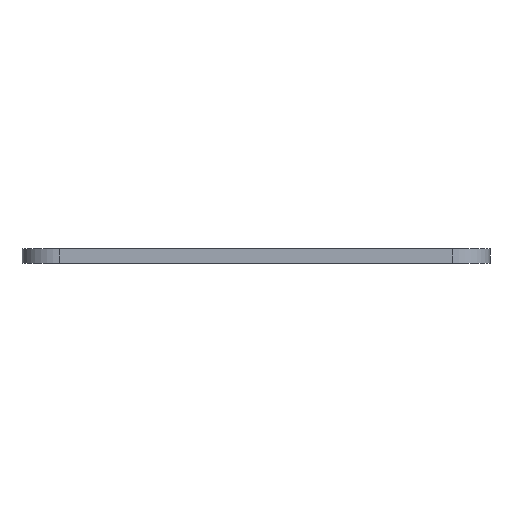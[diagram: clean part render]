
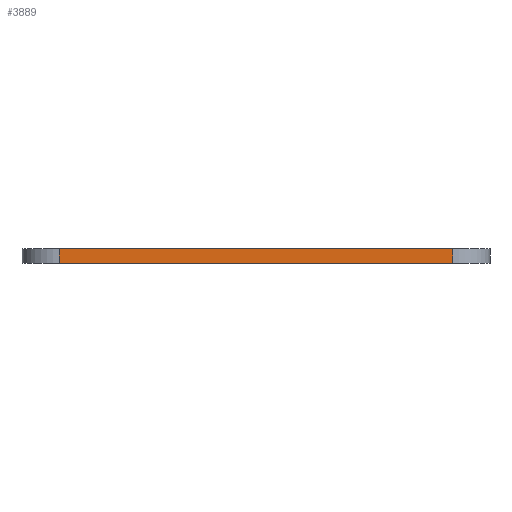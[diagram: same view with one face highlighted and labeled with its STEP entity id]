
A CAD part, left-side view. The second image highlights one B-rep face of the part: STEP entity #3889.
In plain terms, the highlighted planar face has unit normal (-1, 0, 0).
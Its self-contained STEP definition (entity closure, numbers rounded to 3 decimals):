
#84 = PLANE('',#85);
#85 = AXIS2_PLACEMENT_3D('',#86,#87,#88);
#86 = CARTESIAN_POINT('',(135.,-84.5,1.6));
#87 = DIRECTION('',(0.,0.,1.));
#88 = DIRECTION('',(1.,0.,-0.));
#139 = PLANE('',#140);
#140 = AXIS2_PLACEMENT_3D('',#141,#142,#143);
#141 = CARTESIAN_POINT('',(135.,-84.5,0.));
#142 = DIRECTION('',(0.,0.,1.));
#143 = DIRECTION('',(1.,0.,-0.));
#194 = CYLINDRICAL_SURFACE('',#195,4.);
#195 = AXIS2_PLACEMENT_3D('',#196,#197,#198);
#196 = CARTESIAN_POINT('',(94.,-105.5,0.));
#197 = DIRECTION('',(-0.,-0.,-1.));
#198 = DIRECTION('',(1.,0.,-0.));
#361 = VERTEX_POINT('',#362);
#362 = CARTESIAN_POINT('',(90.,-63.5,0.));
#377 = CYLINDRICAL_SURFACE('',#378,4.);
#378 = AXIS2_PLACEMENT_3D('',#379,#380,#381);
#379 = CARTESIAN_POINT('',(94.,-63.5,0.));
#380 = DIRECTION('',(-0.,-0.,-1.));
#381 = DIRECTION('',(1.,0.,-0.));
#389 = EDGE_CURVE('',#390,#361,#392,.T.);
#390 = VERTEX_POINT('',#391);
#391 = CARTESIAN_POINT('',(90.,-105.5,0.));
#392 = SURFACE_CURVE('',#393,(#397,#404),.PCURVE_S1.);
#393 = LINE('',#394,#395);
#394 = CARTESIAN_POINT('',(90.,-105.5,0.));
#395 = VECTOR('',#396,1.);
#396 = DIRECTION('',(0.,1.,0.));
#397 = PCURVE('',#139,#398);
#398 = DEFINITIONAL_REPRESENTATION('',(#399),#403);
#399 = LINE('',#400,#401);
#400 = CARTESIAN_POINT('',(-45.,-21.));
#401 = VECTOR('',#402,1.);
#402 = DIRECTION('',(0.,1.));
#403 = ( GEOMETRIC_REPRESENTATION_CONTEXT(2) 
PARAMETRIC_REPRESENTATION_CONTEXT() REPRESENTATION_CONTEXT('2D SPACE',''
  ) );
#404 = PCURVE('',#405,#410);
#405 = PLANE('',#406);
#406 = AXIS2_PLACEMENT_3D('',#407,#408,#409);
#407 = CARTESIAN_POINT('',(90.,-105.5,0.));
#408 = DIRECTION('',(-1.,0.,0.));
#409 = DIRECTION('',(0.,1.,0.));
#410 = DEFINITIONAL_REPRESENTATION('',(#411),#415);
#411 = LINE('',#412,#413);
#412 = CARTESIAN_POINT('',(0.,0.));
#413 = VECTOR('',#414,1.);
#414 = DIRECTION('',(1.,0.));
#415 = ( GEOMETRIC_REPRESENTATION_CONTEXT(2) 
PARAMETRIC_REPRESENTATION_CONTEXT() REPRESENTATION_CONTEXT('2D SPACE',''
  ) );
#2275 = VERTEX_POINT('',#2276);
#2276 = CARTESIAN_POINT('',(90.,-63.5,1.6));
#2298 = EDGE_CURVE('',#2299,#2275,#2301,.T.);
#2299 = VERTEX_POINT('',#2300);
#2300 = CARTESIAN_POINT('',(90.,-105.5,1.6));
#2301 = SURFACE_CURVE('',#2302,(#2306,#2313),.PCURVE_S1.);
#2302 = LINE('',#2303,#2304);
#2303 = CARTESIAN_POINT('',(90.,-105.5,1.6));
#2304 = VECTOR('',#2305,1.);
#2305 = DIRECTION('',(0.,1.,0.));
#2306 = PCURVE('',#84,#2307);
#2307 = DEFINITIONAL_REPRESENTATION('',(#2308),#2312);
#2308 = LINE('',#2309,#2310);
#2309 = CARTESIAN_POINT('',(-45.,-21.));
#2310 = VECTOR('',#2311,1.);
#2311 = DIRECTION('',(0.,1.));
#2312 = ( GEOMETRIC_REPRESENTATION_CONTEXT(2) 
PARAMETRIC_REPRESENTATION_CONTEXT() REPRESENTATION_CONTEXT('2D SPACE',''
  ) );
#2313 = PCURVE('',#405,#2314);
#2314 = DEFINITIONAL_REPRESENTATION('',(#2315),#2319);
#2315 = LINE('',#2316,#2317);
#2316 = CARTESIAN_POINT('',(0.,-1.6));
#2317 = VECTOR('',#2318,1.);
#2318 = DIRECTION('',(1.,0.));
#2319 = ( GEOMETRIC_REPRESENTATION_CONTEXT(2) 
PARAMETRIC_REPRESENTATION_CONTEXT() REPRESENTATION_CONTEXT('2D SPACE',''
  ) );
#3839 = EDGE_CURVE('',#390,#2299,#3840,.T.);
#3840 = SURFACE_CURVE('',#3841,(#3845,#3852),.PCURVE_S1.);
#3841 = LINE('',#3842,#3843);
#3842 = CARTESIAN_POINT('',(90.,-105.5,0.));
#3843 = VECTOR('',#3844,1.);
#3844 = DIRECTION('',(0.,0.,1.));
#3845 = PCURVE('',#194,#3846);
#3846 = DEFINITIONAL_REPRESENTATION('',(#3847),#3851);
#3847 = LINE('',#3848,#3849);
#3848 = CARTESIAN_POINT('',(-3.142,0.));
#3849 = VECTOR('',#3850,1.);
#3850 = DIRECTION('',(-0.,-1.));
#3851 = ( GEOMETRIC_REPRESENTATION_CONTEXT(2) 
PARAMETRIC_REPRESENTATION_CONTEXT() REPRESENTATION_CONTEXT('2D SPACE',''
  ) );
#3852 = PCURVE('',#405,#3853);
#3853 = DEFINITIONAL_REPRESENTATION('',(#3854),#3858);
#3854 = LINE('',#3855,#3856);
#3855 = CARTESIAN_POINT('',(0.,0.));
#3856 = VECTOR('',#3857,1.);
#3857 = DIRECTION('',(0.,-1.));
#3858 = ( GEOMETRIC_REPRESENTATION_CONTEXT(2) 
PARAMETRIC_REPRESENTATION_CONTEXT() REPRESENTATION_CONTEXT('2D SPACE',''
  ) );
#3889 = ADVANCED_FACE('',(#3890),#405,.T.);
#3890 = FACE_BOUND('',#3891,.T.);
#3891 = EDGE_LOOP('',(#3892,#3893,#3894,#3915));
#3892 = ORIENTED_EDGE('',*,*,#3839,.T.);
#3893 = ORIENTED_EDGE('',*,*,#2298,.T.);
#3894 = ORIENTED_EDGE('',*,*,#3895,.F.);
#3895 = EDGE_CURVE('',#361,#2275,#3896,.T.);
#3896 = SURFACE_CURVE('',#3897,(#3901,#3908),.PCURVE_S1.);
#3897 = LINE('',#3898,#3899);
#3898 = CARTESIAN_POINT('',(90.,-63.5,0.));
#3899 = VECTOR('',#3900,1.);
#3900 = DIRECTION('',(0.,0.,1.));
#3901 = PCURVE('',#405,#3902);
#3902 = DEFINITIONAL_REPRESENTATION('',(#3903),#3907);
#3903 = LINE('',#3904,#3905);
#3904 = CARTESIAN_POINT('',(42.,0.));
#3905 = VECTOR('',#3906,1.);
#3906 = DIRECTION('',(0.,-1.));
#3907 = ( GEOMETRIC_REPRESENTATION_CONTEXT(2) 
PARAMETRIC_REPRESENTATION_CONTEXT() REPRESENTATION_CONTEXT('2D SPACE',''
  ) );
#3908 = PCURVE('',#377,#3909);
#3909 = DEFINITIONAL_REPRESENTATION('',(#3910),#3914);
#3910 = LINE('',#3911,#3912);
#3911 = CARTESIAN_POINT('',(-3.142,0.));
#3912 = VECTOR('',#3913,1.);
#3913 = DIRECTION('',(-0.,-1.));
#3914 = ( GEOMETRIC_REPRESENTATION_CONTEXT(2) 
PARAMETRIC_REPRESENTATION_CONTEXT() REPRESENTATION_CONTEXT('2D SPACE',''
  ) );
#3915 = ORIENTED_EDGE('',*,*,#389,.F.);
